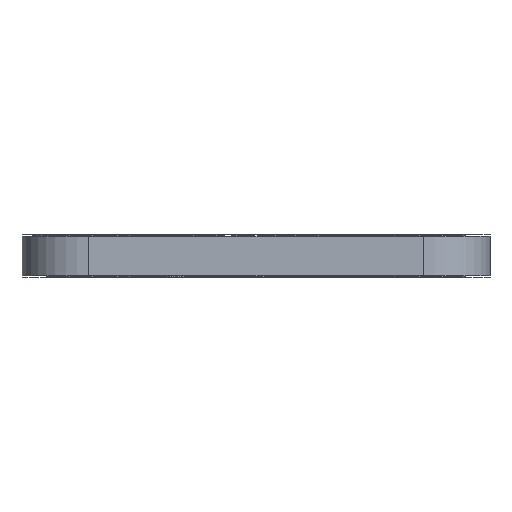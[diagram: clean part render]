
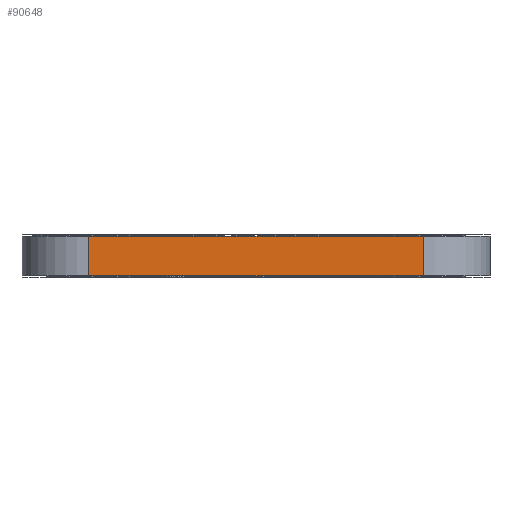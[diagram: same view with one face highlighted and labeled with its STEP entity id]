
A CAD part, left-side view. The second image highlights one B-rep face of the part: STEP entity #90648.
In plain terms, the highlighted planar face has unit normal (-1, 0, 0).
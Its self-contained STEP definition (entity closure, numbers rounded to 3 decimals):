
#90143 = VERTEX_POINT('',#90144);
#90144 = CARTESIAN_POINT('',(135.801,-98.654,0.));
#90151 = EDGE_CURVE('',#90152,#90143,#90154,.T.);
#90152 = VERTEX_POINT('',#90153);
#90153 = CARTESIAN_POINT('',(135.801,-111.354,0.));
#90154 = LINE('',#90155,#90156);
#90155 = CARTESIAN_POINT('',(135.801,-111.354,0.));
#90156 = VECTOR('',#90157,1.);
#90157 = DIRECTION('',(0.,1.,0.));
#90382 = VERTEX_POINT('',#90383);
#90383 = CARTESIAN_POINT('',(135.801,-98.654,1.51));
#90390 = EDGE_CURVE('',#90391,#90382,#90393,.T.);
#90391 = VERTEX_POINT('',#90392);
#90392 = CARTESIAN_POINT('',(135.801,-111.354,1.51));
#90393 = LINE('',#90394,#90395);
#90394 = CARTESIAN_POINT('',(135.801,-111.354,1.51));
#90395 = VECTOR('',#90396,1.);
#90396 = DIRECTION('',(0.,1.,0.));
#90618 = EDGE_CURVE('',#90143,#90382,#90619,.T.);
#90619 = LINE('',#90620,#90621);
#90620 = CARTESIAN_POINT('',(135.801,-98.654,0.));
#90621 = VECTOR('',#90622,1.);
#90622 = DIRECTION('',(0.,0.,1.));
#90648 = ADVANCED_FACE('',(#90649),#90660,.T.);
#90649 = FACE_BOUND('',#90650,.T.);
#90650 = EDGE_LOOP('',(#90651,#90657,#90658,#90659));
#90651 = ORIENTED_EDGE('',*,*,#90652,.T.);
#90652 = EDGE_CURVE('',#90152,#90391,#90653,.T.);
#90653 = LINE('',#90654,#90655);
#90654 = CARTESIAN_POINT('',(135.801,-111.354,0.));
#90655 = VECTOR('',#90656,1.);
#90656 = DIRECTION('',(0.,0.,1.));
#90657 = ORIENTED_EDGE('',*,*,#90390,.T.);
#90658 = ORIENTED_EDGE('',*,*,#90618,.F.);
#90659 = ORIENTED_EDGE('',*,*,#90151,.F.);
#90660 = PLANE('',#90661);
#90661 = AXIS2_PLACEMENT_3D('',#90662,#90663,#90664);
#90662 = CARTESIAN_POINT('',(135.801,-111.354,0.));
#90663 = DIRECTION('',(-1.,0.,0.));
#90664 = DIRECTION('',(0.,1.,0.));
